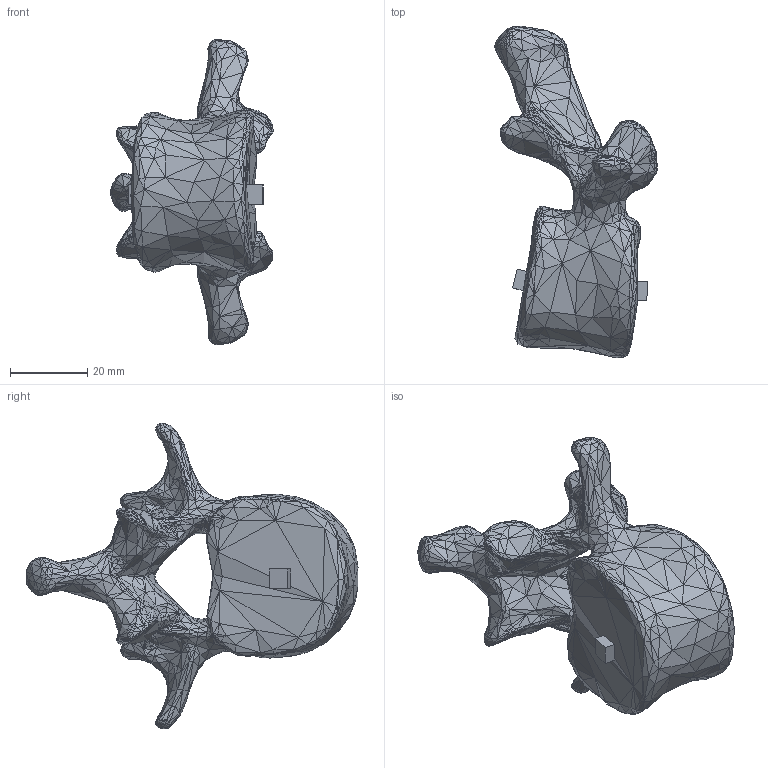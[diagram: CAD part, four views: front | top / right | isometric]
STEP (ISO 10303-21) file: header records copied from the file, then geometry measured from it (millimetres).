
FILE_DESCRIPTION(/* description */ (''),/* implementation_level */ '2;1');
FILE_NAME(/* name */ 'L3_.step',/* time_stamp */ '2022-06-24T12:53:19-04:00',/* author */ (''),/* organization */ (''),/* preprocessor_version */ 'ST-DEVELOPER v19',/* originating_system */ 'Autodesk Translation Framework v11.7.0.108',/* authorisation */ '');
FILE_SCHEMA (('AUTOMOTIVE_DESIGN { 1 0 10303 214 3 1 1 }'));
Products named in the file (1): L3
Bounding box: 42.04 x 85.84 x 79.04 mm (x, y, z)
Volume: 47758.5 mm3; surface area: 11982.7 mm2
Topology: 1 solids, 1 shells, 3282 faces, 4939 edges, 1657 vertices
Faces by surface type: plane 3282
Entity records: 64184 total; most frequent: DIRECTION 11505, CARTESIAN_POINT 9879, ORIENTED_EDGE 9878, LINE 4939, VECTOR 4939, EDGE_CURVE 4939, AXIS2_PLACEMENT_3D 3283, FACE_OUTER_BOUND 3282
